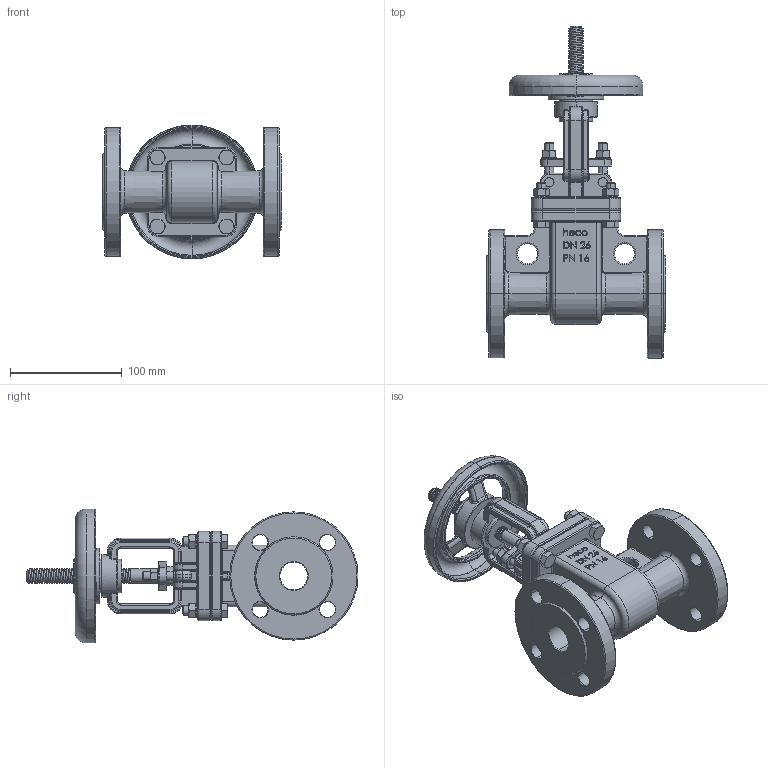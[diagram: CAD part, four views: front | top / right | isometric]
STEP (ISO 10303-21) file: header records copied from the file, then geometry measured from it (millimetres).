
FILE_DESCRIPTION (( 'STEP AP214' ), '1' );
FILE_NAME ('FLAS-100-F1 Absperrschieber mit Flansch 1710.STEP', '2017-10-27T12:45:04', ( '' ), ( '' ), 'SwSTEP 2.0', 'SolidWorks 2016', '' );
FILE_SCHEMA (( 'AUTOMOTIVE_DESIGN' ));
Length unit declared in the file: millimetre
Products named in the file (1): FLAS-100-F1 Absperrschieber mit Flansch 1710
Bounding box: 160 x 297.5 x 120 mm (x, y, z)
Volume: 837988.5 mm3; surface area: 185149.9 mm2
Topology: 1 solids, 2 shells, 1582 faces, 3808 edges, 2279 vertices
Faces by surface type: plane 411, cylinder 388, bspline 341, torus 263, cone 157, sphere 22
Entity records: 84048 total; most frequent: CARTESIAN_POINT 44151, ORIENTED_EDGE 7560, DIRECTION 6718, EDGE_CURVE 3780, AXIS2_PLACEMENT_3D 2655, VERTEX_POINT 2279, EDGE_LOOP 1707, FACE_OUTER_BOUND 1582
